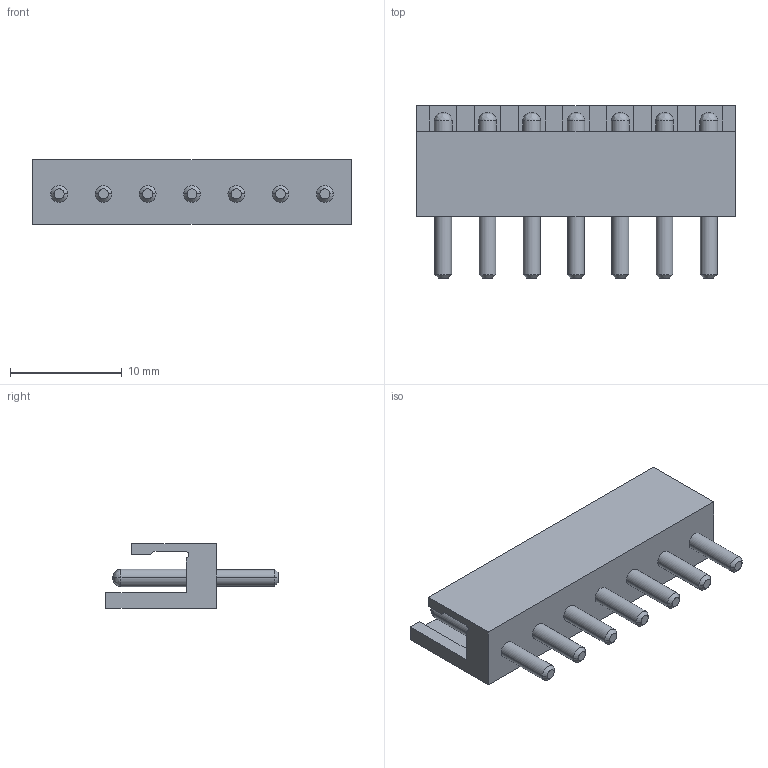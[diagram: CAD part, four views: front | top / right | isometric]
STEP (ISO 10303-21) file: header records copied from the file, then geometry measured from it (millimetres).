
FILE_DESCRIPTION((''),'2;1');
FILE_NAME('F2JL27-S07SD000-01','2026-02-27T',('工程三'),(''),'PRO/ENGINEER BY PARAMETRIC TECHNOLOGY CORPORATION, 2010280','PRO/ENGINEER BY PARAMETRIC TECHNOLOGY CORPORATION, 2010280','');
FILE_SCHEMA(('CONFIG_CONTROL_DESIGN'));
Length unit declared in the file: millimetre
Products named in the file (1): F2JL27-S07SD000-01
Bounding box: 28.52 x 15.4 x 5.8 mm (x, y, z)
Volume: 903.8 mm3; surface area: 1724.1 mm2
Topology: 1 solids, 1 shells, 111 faces, 257 edges, 162 vertices
Faces by surface type: plane 54, cylinder 29, bspline 14, cone 14
Entity records: 3507 total; most frequent: CARTESIAN_POINT 908, DIRECTION 551, ORIENTED_EDGE 514, EDGE_CURVE 257, AXIS2_PLACEMENT_3D 197, VERTEX_POINT 162, VECTOR 157, LINE 157
